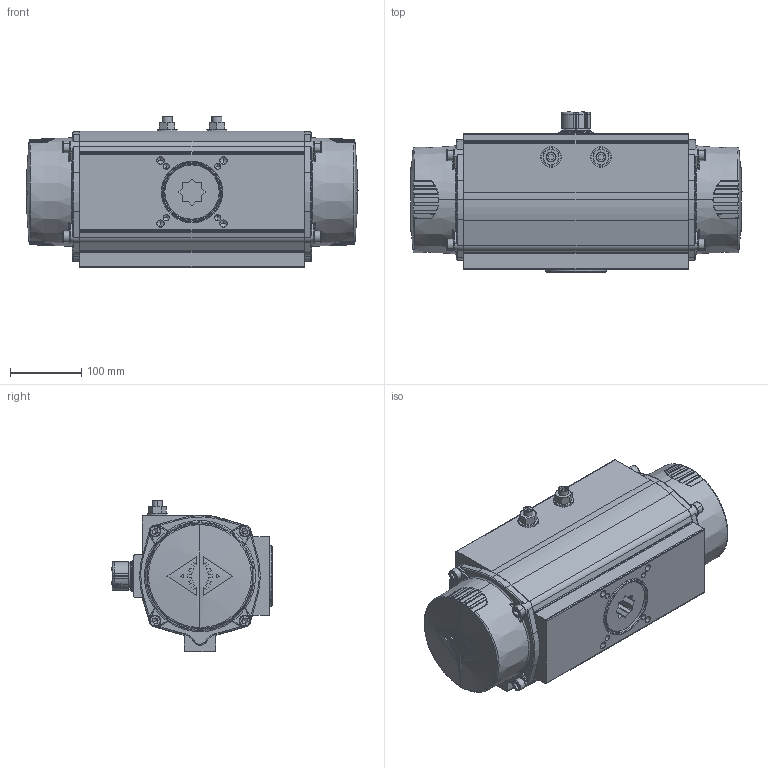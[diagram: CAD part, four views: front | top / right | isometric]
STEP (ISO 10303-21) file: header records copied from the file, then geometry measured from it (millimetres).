
FILE_DESCRIPTION (( 'STEP AP214' ), '1' );
FILE_NAME ('0850 ASR.STEP', '2011-12-07T11:14:43', ( 'ossuin - p' ), ( 'Ossuin' ), 'SwSTEP 2.0', 'SolidWorks 2010', '' );
FILE_SCHEMA (( 'AUTOMOTIVE_DESIGN' ));
Length unit declared in the file: millimetre
Products named in the file (10): DIN 915 - M14 x 40-C_DIN 915 - M14 x 40-C; Hexagon Nut ISO 4032 - M14 - D - C_Default; Washer DIN 125 - A 15_Washer DIN 125 - A 15; E0850N; Tapon ﾘ45; CR0850; C0850; 0850 ASR; DIN 912 M10 x 35 --- 35C_Default; T0850
Assembly tree (20 placements, depth 2):
  0850 ASR
    Hexagon Nut ISO 4032 - M14 - D - C_Default  x2
    DIN 912 M10 x 35 --- 35C_Default  x8
    DIN 915 - M14 x 40-C_DIN 915 - M14 x 40-C  x2
    Washer DIN 125 - A 15_Washer DIN 125 - A 15  x2
    C0850
    CR0850
    Tapon ﾘ45
    T0850  x2
    E0850N
Bounding box: 465.3 x 224.28 x 212.2 mm (x, y, z)
Volume: 3951009.2 mm3; surface area: 812406.3 mm2
Topology: 28 solids, 28 shells, 3384 faces, 8853 edges, 5486 vertices
Faces by surface type: plane 1124, cylinder 1108, bspline 689, cone 284, torus 151, sphere 28
Entity records: 125555 total; most frequent: CARTESIAN_POINT 49517, ORIENTED_EDGE 13706, DIRECTION 12004, EDGE_CURVE 6853, AXIS2_PLACEMENT_3D 4533, VERTEX_POINT 4364, VECTOR 2938, LINE 2938
